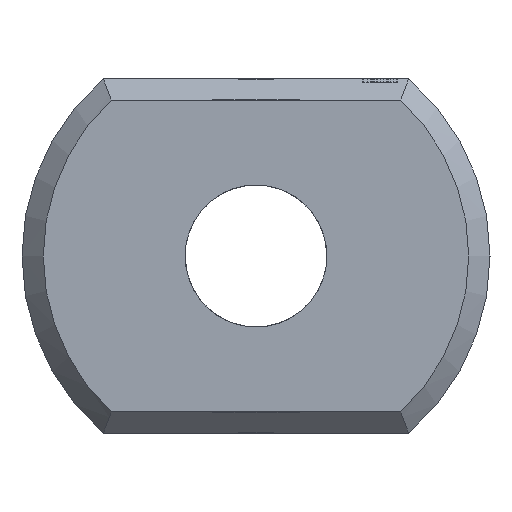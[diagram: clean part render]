
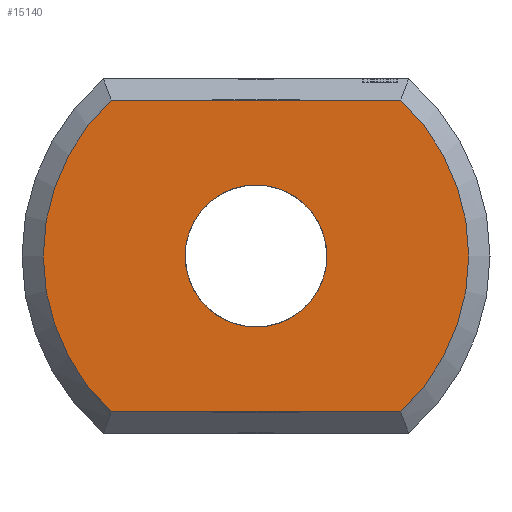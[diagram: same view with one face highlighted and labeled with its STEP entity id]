
A CAD part, left-side view. The second image highlights one B-rep face of the part: STEP entity #15140.
In plain terms, the highlighted planar face has unit normal (-1, 0, 0).
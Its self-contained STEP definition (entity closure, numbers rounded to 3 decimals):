
#3750 = VERTEX_POINT('',#3751);
#3751 = CARTESIAN_POINT('',(0.,-2.04,2.2));
#3760 = VERTEX_POINT('',#3761);
#3761 = CARTESIAN_POINT('',(0.,-2.04,-2.2));
#3768 = EDGE_CURVE('',#3750,#3760,#3769,.T.);
#3769 = CIRCLE('',#3770,3.);
#3770 = AXIS2_PLACEMENT_3D('',#3771,#3772,#3773);
#3771 = CARTESIAN_POINT('',(0.,0.,0.));
#3772 = DIRECTION('',(1.,0.,0.));
#3773 = DIRECTION('',(0.,-0.653,0.758)
  );
#4562 = VERTEX_POINT('',#4563);
#4563 = CARTESIAN_POINT('',(0.,2.04,2.2));
#4570 = EDGE_CURVE('',#3750,#4562,#4571,.T.);
#4571 = LINE('',#4572,#4573);
#4572 = CARTESIAN_POINT('',(0.,-2.154,2.2));
#4573 = VECTOR('',#4574,1.);
#4574 = DIRECTION('',(0.,1.,0.));
#15140 = ADVANCED_FACE('',(#15141,#15160),#15171,.F.);
#15141 = FACE_BOUND('',#15142,.F.);
#15142 = EDGE_LOOP('',(#15143,#15152,#15153,#15154));
#15143 = ORIENTED_EDGE('',*,*,#15144,.T.);
#15144 = EDGE_CURVE('',#15145,#4562,#15147,.T.);
#15145 = VERTEX_POINT('',#15146);
#15146 = CARTESIAN_POINT('',(0.,2.04,-2.2));
#15147 = CIRCLE('',#15148,3.);
#15148 = AXIS2_PLACEMENT_3D('',#15149,#15150,#15151);
#15149 = CARTESIAN_POINT('',(0.,0.,0.));
#15150 = DIRECTION('',(1.,0.,0.));
#15151 = DIRECTION('',(0.,0.653,-0.758)
  );
#15152 = ORIENTED_EDGE('',*,*,#4570,.F.);
#15153 = ORIENTED_EDGE('',*,*,#3768,.T.);
#15154 = ORIENTED_EDGE('',*,*,#15155,.T.);
#15155 = EDGE_CURVE('',#3760,#15145,#15156,.T.);
#15156 = LINE('',#15157,#15158);
#15157 = CARTESIAN_POINT('',(0.,-2.154,-2.2));
#15158 = VECTOR('',#15159,1.);
#15159 = DIRECTION('',(0.,1.,0.));
#15160 = FACE_BOUND('',#15161,.T.);
#15161 = EDGE_LOOP('',(#15162));
#15162 = ORIENTED_EDGE('',*,*,#15163,.T.);
#15163 = EDGE_CURVE('',#15164,#15164,#15166,.T.);
#15164 = VERTEX_POINT('',#15165);
#15165 = CARTESIAN_POINT('',(0.,1.,0.)
  );
#15166 = CIRCLE('',#15167,1.);
#15167 = AXIS2_PLACEMENT_3D('',#15168,#15169,#15170);
#15168 = CARTESIAN_POINT('',(0.,0.,0.));
#15169 = DIRECTION('',(1.,0.,0.));
#15170 = DIRECTION('',(0.,1.,0.));
#15171 = PLANE('',#15172);
#15172 = AXIS2_PLACEMENT_3D('',#15173,#15174,#15175);
#15173 = CARTESIAN_POINT('',(0.,0.,0.));
#15174 = DIRECTION('',(1.,0.,0.));
#15175 = DIRECTION('',(0.,0.,1.));
